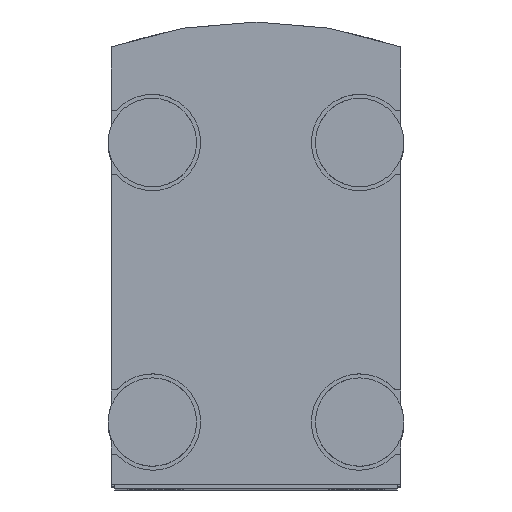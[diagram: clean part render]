
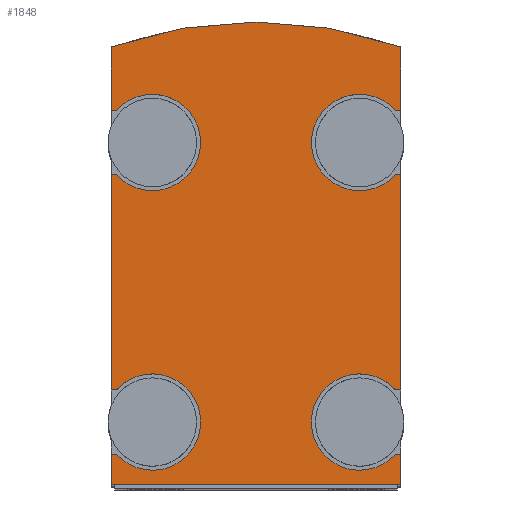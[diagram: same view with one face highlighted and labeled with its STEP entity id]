
A CAD part, top view. The second image highlights one B-rep face of the part: STEP entity #1848.
In plain terms, the highlighted planar face has unit normal (0, 0, 1).
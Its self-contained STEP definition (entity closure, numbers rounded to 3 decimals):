
#49=LINE('',#2696,#253);
#50=LINE('',#2698,#254);
#51=LINE('',#2700,#255);
#52=LINE('',#2704,#256);
#53=LINE('',#2706,#257);
#54=LINE('',#2708,#258);
#55=LINE('',#2710,#259);
#56=LINE('',#2712,#260);
#57=LINE('',#2716,#261);
#58=LINE('',#2718,#262);
#59=LINE('',#2720,#263);
#60=LINE('',#2724,#264);
#61=LINE('',#2726,#265);
#62=LINE('',#2730,#266);
#63=LINE('',#2732,#267);
#253=VECTOR('',#2147,1000.);
#254=VECTOR('',#2148,1000.);
#255=VECTOR('',#2149,1000.);
#256=VECTOR('',#2152,1000.);
#257=VECTOR('',#2153,1000.);
#258=VECTOR('',#2154,1000.);
#259=VECTOR('',#2155,1000.);
#260=VECTOR('',#2156,1000.);
#261=VECTOR('',#2159,1000.);
#262=VECTOR('',#2160,1000.);
#263=VECTOR('',#2161,1000.);
#264=VECTOR('',#2164,1000.);
#265=VECTOR('',#2165,1000.);
#266=VECTOR('',#2168,1000.);
#267=VECTOR('',#2169,1000.);
#457=ORIENTED_EDGE('',*,*,#997,.F.);
#458=ORIENTED_EDGE('',*,*,#998,.T.);
#459=ORIENTED_EDGE('',*,*,#999,.T.);
#460=ORIENTED_EDGE('',*,*,#1000,.T.);
#461=ORIENTED_EDGE('',*,*,#1001,.F.);
#462=ORIENTED_EDGE('',*,*,#1002,.T.);
#463=ORIENTED_EDGE('',*,*,#1003,.T.);
#464=ORIENTED_EDGE('',*,*,#1004,.T.);
#465=ORIENTED_EDGE('',*,*,#1005,.T.);
#466=ORIENTED_EDGE('',*,*,#1006,.T.);
#467=ORIENTED_EDGE('',*,*,#1007,.F.);
#468=ORIENTED_EDGE('',*,*,#1008,.T.);
#469=ORIENTED_EDGE('',*,*,#1009,.T.);
#470=ORIENTED_EDGE('',*,*,#1010,.T.);
#471=ORIENTED_EDGE('',*,*,#1011,.F.);
#472=ORIENTED_EDGE('',*,*,#1012,.T.);
#473=ORIENTED_EDGE('',*,*,#1013,.T.);
#474=ORIENTED_EDGE('',*,*,#1014,.T.);
#475=ORIENTED_EDGE('',*,*,#1015,.T.);
#476=ORIENTED_EDGE('',*,*,#1016,.T.);
#997=EDGE_CURVE('',#1267,#1268,#1447,.T.);
#998=EDGE_CURVE('',#1267,#1269,#49,.T.);
#999=EDGE_CURVE('',#1269,#1270,#50,.T.);
#1000=EDGE_CURVE('',#1270,#1271,#51,.T.);
#1001=EDGE_CURVE('',#1272,#1271,#1448,.T.);
#1002=EDGE_CURVE('',#1272,#1273,#52,.T.);
#1003=EDGE_CURVE('',#1273,#1274,#53,.T.);
#1004=EDGE_CURVE('',#1274,#1275,#54,.T.);
#1005=EDGE_CURVE('',#1275,#1276,#55,.T.);
#1006=EDGE_CURVE('',#1276,#1277,#56,.T.);
#1007=EDGE_CURVE('',#1278,#1277,#1449,.T.);
#1008=EDGE_CURVE('',#1278,#1279,#57,.T.);
#1009=EDGE_CURVE('',#1279,#1280,#58,.T.);
#1010=EDGE_CURVE('',#1280,#1281,#59,.T.);
#1011=EDGE_CURVE('',#1282,#1281,#1450,.T.);
#1012=EDGE_CURVE('',#1282,#1283,#60,.T.);
#1013=EDGE_CURVE('',#1283,#1284,#61,.T.);
#1014=EDGE_CURVE('',#1284,#1285,#1451,.T.);
#1015=EDGE_CURVE('',#1285,#1286,#62,.T.);
#1016=EDGE_CURVE('',#1286,#1268,#63,.T.);
#1267=VERTEX_POINT('',#2694);
#1268=VERTEX_POINT('',#2695);
#1269=VERTEX_POINT('',#2697);
#1270=VERTEX_POINT('',#2699);
#1271=VERTEX_POINT('',#2701);
#1272=VERTEX_POINT('',#2703);
#1273=VERTEX_POINT('',#2705);
#1274=VERTEX_POINT('',#2707);
#1275=VERTEX_POINT('',#2709);
#1276=VERTEX_POINT('',#2711);
#1277=VERTEX_POINT('',#2713);
#1278=VERTEX_POINT('',#2715);
#1279=VERTEX_POINT('',#2717);
#1280=VERTEX_POINT('',#2719);
#1281=VERTEX_POINT('',#2721);
#1282=VERTEX_POINT('',#2723);
#1283=VERTEX_POINT('',#2725);
#1284=VERTEX_POINT('',#2727);
#1285=VERTEX_POINT('',#2729);
#1286=VERTEX_POINT('',#2731);
#1447=CIRCLE('',#1970,3.);
#1448=CIRCLE('',#1971,3.);
#1449=CIRCLE('',#1972,3.);
#1450=CIRCLE('',#1973,3.);
#1451=CIRCLE('',#1974,27.);
#1511=EDGE_LOOP('',(#457,#458,#459,#460,#461,#462,#463,#464,#465,#466,#467,
#468,#469,#470,#471,#472,#473,#474,#475,#476));
#1639=FACE_BOUND('',#1511,.T.);
#1767=PLANE('',#1969);
#1848=ADVANCED_FACE('',(#1639),#1767,.T.);
#1969=AXIS2_PLACEMENT_3D('',#2692,#2143,#2144);
#1970=AXIS2_PLACEMENT_3D('',#2693,#2145,#2146);
#1971=AXIS2_PLACEMENT_3D('',#2702,#2150,#2151);
#1972=AXIS2_PLACEMENT_3D('',#2714,#2157,#2158);
#1973=AXIS2_PLACEMENT_3D('',#2722,#2162,#2163);
#1974=AXIS2_PLACEMENT_3D('',#2728,#2166,#2167);
#2143=DIRECTION('',(0.,0.,1.));
#2144=DIRECTION('',(1.,0.,0.));
#2145=DIRECTION('',(0.,0.,1.));
#2146=DIRECTION('',(1.,0.,0.));
#2147=DIRECTION('',(-1.,0.,0.));
#2148=DIRECTION('',(0.,-1.,0.));
#2149=DIRECTION('',(1.,0.,0.));
#2150=DIRECTION('',(0.,0.,1.));
#2151=DIRECTION('',(1.,0.,0.));
#2152=DIRECTION('',(-1.,0.,0.));
#2153=DIRECTION('',(0.,-1.,0.));
#2154=DIRECTION('',(1.,0.,0.));
#2155=DIRECTION('',(0.,1.,0.));
#2156=DIRECTION('',(-1.,0.,0.));
#2157=DIRECTION('',(0.,0.,1.));
#2158=DIRECTION('',(1.,0.,0.));
#2159=DIRECTION('',(1.,0.,0.));
#2160=DIRECTION('',(0.,1.,0.));
#2161=DIRECTION('',(-1.,0.,0.));
#2162=DIRECTION('',(0.,0.,1.));
#2163=DIRECTION('',(1.,0.,0.));
#2164=DIRECTION('',(1.,0.,0.));
#2165=DIRECTION('',(0.,1.,0.));
#2166=DIRECTION('',(0.,0.,1.));
#2167=DIRECTION('',(1.,0.,0.));
#2168=DIRECTION('',(0.,-1.,0.));
#2169=DIRECTION('',(1.,0.,0.));
#2692=CARTESIAN_POINT('',(0.,2.,41.5));
#2693=CARTESIAN_POINT('',(-6.45,21.5,41.5));
#2694=CARTESIAN_POINT('',(-8.686,19.5,41.5));
#2695=CARTESIAN_POINT('',(-8.686,23.5,41.5));
#2696=CARTESIAN_POINT('',(-8.686,19.5,41.5));
#2697=CARTESIAN_POINT('',(-9.,19.5,41.5));
#2698=CARTESIAN_POINT('',(-9.,27.456,41.5));
#2699=CARTESIAN_POINT('',(-9.,6.1,41.5));
#2700=CARTESIAN_POINT('',(-9.,6.1,41.5));
#2701=CARTESIAN_POINT('',(-8.686,6.1,41.5));
#2702=CARTESIAN_POINT('',(-6.45,4.1,41.5));
#2703=CARTESIAN_POINT('',(-8.686,2.1,41.5));
#2704=CARTESIAN_POINT('',(-8.686,2.1,41.5));
#2705=CARTESIAN_POINT('',(-9.,2.1,41.5));
#2706=CARTESIAN_POINT('',(-9.,27.456,41.5));
#2707=CARTESIAN_POINT('',(-9.,0.2,41.5));
#2708=CARTESIAN_POINT('',(-9.,0.2,41.5));
#2709=CARTESIAN_POINT('',(9.,0.2,41.5));
#2710=CARTESIAN_POINT('',(9.,0.2,41.5));
#2711=CARTESIAN_POINT('',(9.,2.1,41.5));
#2712=CARTESIAN_POINT('',(9.,2.1,41.5));
#2713=CARTESIAN_POINT('',(8.686,2.1,41.5));
#2714=CARTESIAN_POINT('',(6.45,4.1,41.5));
#2715=CARTESIAN_POINT('',(8.686,6.1,41.5));
#2716=CARTESIAN_POINT('',(8.686,6.1,41.5));
#2717=CARTESIAN_POINT('',(9.,6.1,41.5));
#2718=CARTESIAN_POINT('',(9.,0.2,41.5));
#2719=CARTESIAN_POINT('',(9.,19.5,41.5));
#2720=CARTESIAN_POINT('',(9.,19.5,41.5));
#2721=CARTESIAN_POINT('',(8.686,19.5,41.5));
#2722=CARTESIAN_POINT('',(6.45,21.5,41.5));
#2723=CARTESIAN_POINT('',(8.686,23.5,41.5));
#2724=CARTESIAN_POINT('',(8.686,23.5,41.5));
#2725=CARTESIAN_POINT('',(9.,23.5,41.5));
#2726=CARTESIAN_POINT('',(9.,0.2,41.5));
#2727=CARTESIAN_POINT('',(9.,27.456,41.5));
#2728=CARTESIAN_POINT('',(0.,2.,41.5));
#2729=CARTESIAN_POINT('',(-9.,27.456,41.5));
#2730=CARTESIAN_POINT('',(-9.,27.456,41.5));
#2731=CARTESIAN_POINT('',(-9.,23.5,41.5));
#2732=CARTESIAN_POINT('',(-9.,23.5,41.5));
